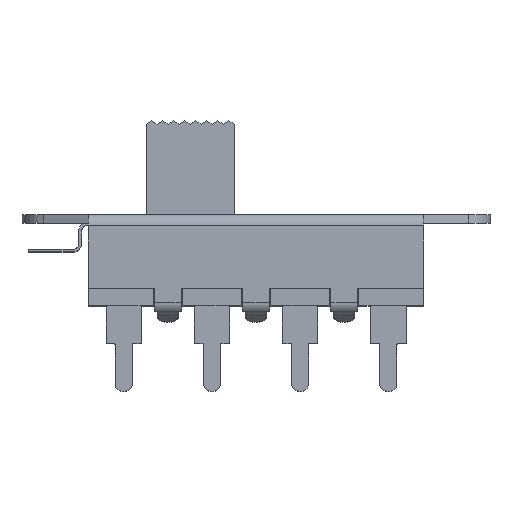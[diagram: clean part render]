
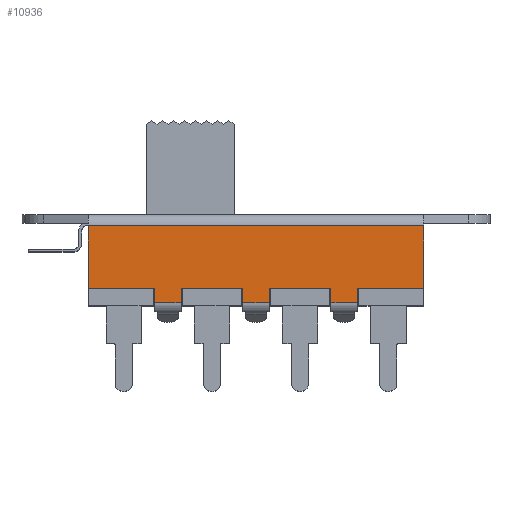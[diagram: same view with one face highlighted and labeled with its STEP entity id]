
A CAD part, top view. The second image highlights one B-rep face of the part: STEP entity #10936.
In plain terms, the highlighted planar face has unit normal (0, 0, 1).
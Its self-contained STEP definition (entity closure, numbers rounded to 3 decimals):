
#10620=VERTEX_POINT('',#10621);
#10621=CARTESIAN_POINT('',(-6.734,-0.536,9.913));
#10628=EDGE_CURVE('',#10620,#10629,#10631,.T.);
#10629=VERTEX_POINT('',#10630);
#10630=CARTESIAN_POINT('',(-9.122,-0.536,9.913));
#10631=LINE('',#10632,#10633);
#10632=CARTESIAN_POINT('',(-6.734,-0.536,9.913));
#10633=VECTOR('',#10634,1.0);
#10634=DIRECTION('',(-1.0,0.0,0.0));
#10692=VERTEX_POINT('',#10693);
#10693=CARTESIAN_POINT('',(1.191,-0.536,9.913));
#10718=VERTEX_POINT('',#10719);
#10719=CARTESIAN_POINT('',(1.191,0.785,9.913));
#10725=EDGE_CURVE('',#10718,#10692,#10726,.F.);
#10726=LINE('',#10727,#10728);
#10727=CARTESIAN_POINT('',(1.191,-0.536,9.913));
#10728=VECTOR('',#10729,1.0);
#10729=DIRECTION('',(0.0,1.0,0.0));
#10859=EDGE_CURVE('',#10692,#10860,#10862,.T.);
#10860=VERTEX_POINT('',#10861);
#10861=CARTESIAN_POINT('',(-1.197,-0.536,9.913));
#10862=LINE('',#10863,#10864);
#10863=CARTESIAN_POINT('',(1.191,-0.536,9.913));
#10864=VECTOR('',#10865,1.0);
#10865=DIRECTION('',(-1.0,0.0,0.0));
#10909=VERTEX_POINT('',#10910);
#10910=CARTESIAN_POINT('',(6.728,-0.536,9.913));
#10917=EDGE_CURVE('',#10909,#10918,#10920,.F.);
#10918=VERTEX_POINT('',#10919);
#10919=CARTESIAN_POINT('',(6.728,0.785,9.913));
#10920=LINE('',#10921,#10922);
#10921=CARTESIAN_POINT('',(6.728,0.785,9.913));
#10922=VECTOR('',#10923,1.0);
#10923=DIRECTION('',(0.0,-1.0,0.0));
#10936=ADVANCED_FACE('',(#10937),#11033,.T.);
#10937=FACE_BOUND('',#10938,.T.);
#10938=EDGE_LOOP('',(#10939,#10940,#10941,#10947,#10948,#10956,#10964,#10972,#10980,#10988,#10996,#11004,#11010,#11011,#11019,#11027));
#10939=ORIENTED_EDGE('',*,*,#10859,.F.);
#10940=ORIENTED_EDGE('',*,*,#10725,.F.);
#10941=ORIENTED_EDGE('',*,*,#10942,.T.);
#10942=EDGE_CURVE('',#10718,#10918,#10943,.F.);
#10943=LINE('',#10944,#10945);
#10944=CARTESIAN_POINT('',(6.728,0.785,9.913));
#10945=VECTOR('',#10946,1.0);
#10946=DIRECTION('',(-1.0,0.0,0.0));
#10947=ORIENTED_EDGE('',*,*,#10917,.F.);
#10948=ORIENTED_EDGE('',*,*,#10949,.T.);
#10949=EDGE_CURVE('',#10909,#10950,#10952,.F.);
#10950=VERTEX_POINT('',#10951);
#10951=CARTESIAN_POINT('',(9.116,-0.536,9.913));
#10952=LINE('',#10953,#10954);
#10953=CARTESIAN_POINT('',(9.116,-0.536,9.913));
#10954=VECTOR('',#10955,1.0);
#10955=DIRECTION('',(-1.0,0.0,0.0));
#10956=ORIENTED_EDGE('',*,*,#10957,.T.);
#10957=EDGE_CURVE('',#10950,#10958,#10960,.T.);
#10958=VERTEX_POINT('',#10959);
#10959=CARTESIAN_POINT('',(9.116,0.785,9.913));
#10960=LINE('',#10961,#10962);
#10961=CARTESIAN_POINT('',(9.116,-0.536,9.913));
#10962=VECTOR('',#10963,1.0);
#10963=DIRECTION('',(0.0,1.0,0.0));
#10964=ORIENTED_EDGE('',*,*,#10965,.T.);
#10965=EDGE_CURVE('',#10958,#10966,#10968,.F.);
#10966=VERTEX_POINT('',#10967);
#10967=CARTESIAN_POINT('',(15.085,0.785,9.913));
#10968=LINE('',#10969,#10970);
#10969=CARTESIAN_POINT('',(15.085,0.785,9.913));
#10970=VECTOR('',#10971,1.0);
#10971=DIRECTION('',(-1.0,0.0,0.0));
#10972=ORIENTED_EDGE('',*,*,#10973,.T.);
#10973=EDGE_CURVE('',#10966,#10974,#10976,.F.);
#10974=VERTEX_POINT('',#10975);
#10975=CARTESIAN_POINT('',(15.085,6.382,9.913));
#10976=LINE('',#10977,#10978);
#10977=CARTESIAN_POINT('',(15.085,6.382,9.913));
#10978=VECTOR('',#10979,1.0);
#10979=DIRECTION('',(0.0,-1.0,0.0));
#10980=ORIENTED_EDGE('',*,*,#10981,.T.);
#10981=EDGE_CURVE('',#10974,#10982,#10984,.T.);
#10982=VERTEX_POINT('',#10983);
#10983=CARTESIAN_POINT('',(-15.091,6.382,9.913));
#10984=LINE('',#10985,#10986);
#10985=CARTESIAN_POINT('',(15.085,6.382,9.913));
#10986=VECTOR('',#10987,1.0);
#10987=DIRECTION('',(-1.0,0.0,0.0));
#10988=ORIENTED_EDGE('',*,*,#10989,.T.);
#10989=EDGE_CURVE('',#10982,#10990,#10992,.F.);
#10990=VERTEX_POINT('',#10991);
#10991=CARTESIAN_POINT('',(-15.091,0.785,9.913));
#10992=LINE('',#10993,#10994);
#10993=CARTESIAN_POINT('',(-15.091,0.785,9.913));
#10994=VECTOR('',#10995,1.0);
#10995=DIRECTION('',(0.0,1.0,0.0));
#10996=ORIENTED_EDGE('',*,*,#10997,.T.);
#10997=EDGE_CURVE('',#10990,#10998,#11000,.F.);
#10998=VERTEX_POINT('',#10999);
#10999=CARTESIAN_POINT('',(-9.122,0.785,9.913));
#11000=LINE('',#11001,#11002);
#11001=CARTESIAN_POINT('',(-9.122,0.785,9.913));
#11002=VECTOR('',#11003,1.0);
#11003=DIRECTION('',(-1.0,0.0,0.0));
#11004=ORIENTED_EDGE('',*,*,#11005,.T.);
#11005=EDGE_CURVE('',#10998,#10629,#11006,.T.);
#11006=LINE('',#11007,#11008);
#11007=CARTESIAN_POINT('',(-9.122,0.785,9.913));
#11008=VECTOR('',#11009,1.0);
#11009=DIRECTION('',(0.0,-1.0,0.0));
#11010=ORIENTED_EDGE('',*,*,#10628,.F.);
#11011=ORIENTED_EDGE('',*,*,#11012,.T.);
#11012=EDGE_CURVE('',#10620,#11013,#11015,.T.);
#11013=VERTEX_POINT('',#11014);
#11014=CARTESIAN_POINT('',(-6.734,0.785,9.913));
#11015=LINE('',#11016,#11017);
#11016=CARTESIAN_POINT('',(-6.734,-0.536,9.913));
#11017=VECTOR('',#11018,1.0);
#11018=DIRECTION('',(0.0,1.0,0.0));
#11019=ORIENTED_EDGE('',*,*,#11020,.T.);
#11020=EDGE_CURVE('',#11013,#11021,#11023,.F.);
#11021=VERTEX_POINT('',#11022);
#11022=CARTESIAN_POINT('',(-1.197,0.785,9.913));
#11023=LINE('',#11024,#11025);
#11024=CARTESIAN_POINT('',(-1.197,0.785,9.913));
#11025=VECTOR('',#11026,1.0);
#11026=DIRECTION('',(-1.0,0.0,0.0));
#11027=ORIENTED_EDGE('',*,*,#11028,.T.);
#11028=EDGE_CURVE('',#11021,#10860,#11029,.T.);
#11029=LINE('',#11030,#11031);
#11030=CARTESIAN_POINT('',(-1.197,0.785,9.913));
#11031=VECTOR('',#11032,1.0);
#11032=DIRECTION('',(0.0,-1.0,0.0));
#11033=PLANE('',#11034);
#11034=AXIS2_PLACEMENT_3D('',#11035,#11036,#11037);
#11035=CARTESIAN_POINT('',(-0.003,15.658,9.913));
#11036=DIRECTION('',(0.0,0.0,1.0));
#11037=DIRECTION('',(1.0,0.0,0.0));
